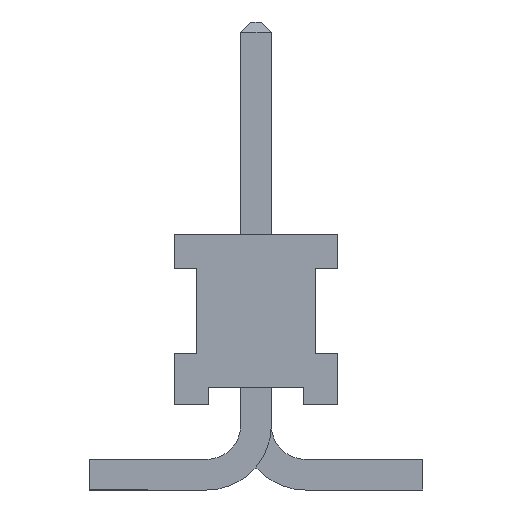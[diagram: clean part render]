
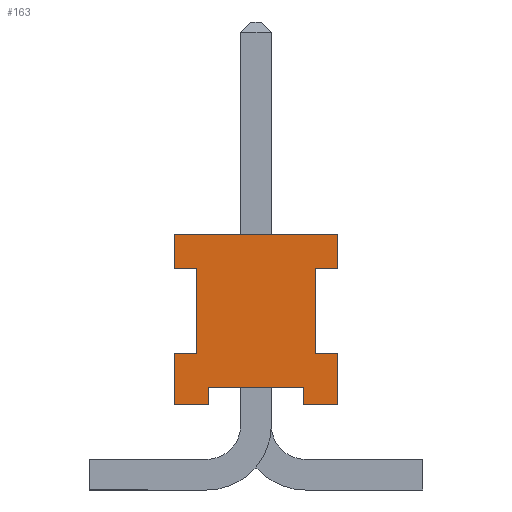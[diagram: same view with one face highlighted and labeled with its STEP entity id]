
A CAD part, left-side view. The second image highlights one B-rep face of the part: STEP entity #163.
In plain terms, the highlighted planar face has unit normal (-1, 0, 0).
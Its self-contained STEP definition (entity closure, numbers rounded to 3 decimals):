
#58 = VERTEX_POINT('',#59);
#59 = CARTESIAN_POINT('',(-16.51,-0.508,1.219));
#65 = EDGE_CURVE('',#58,#66,#68,.T.);
#66 = VERTEX_POINT('',#67);
#67 = CARTESIAN_POINT('',(-16.51,-1.27,1.219));
#68 = LINE('',#69,#70);
#69 = CARTESIAN_POINT('',(-16.51,1.27,1.219));
#70 = VECTOR('',#71,1.);
#71 = DIRECTION('',(0.,-1.,0.));
#98 = VERTEX_POINT('',#99);
#99 = CARTESIAN_POINT('',(-16.51,0.762,-1.219));
#105 = EDGE_CURVE('',#106,#98,#108,.T.);
#106 = VERTEX_POINT('',#107);
#107 = CARTESIAN_POINT('',(-16.51,1.27,-1.219));
#108 = LINE('',#109,#110);
#109 = CARTESIAN_POINT('',(-16.51,1.27,-1.219));
#110 = VECTOR('',#111,1.);
#111 = DIRECTION('',(0.,-1.,0.));
#138 = VERTEX_POINT('',#139);
#139 = CARTESIAN_POINT('',(-16.51,-1.27,-0.711));
#145 = EDGE_CURVE('',#146,#138,#148,.T.);
#146 = VERTEX_POINT('',#147);
#147 = CARTESIAN_POINT('',(-16.51,-1.27,-1.219));
#148 = LINE('',#149,#150);
#149 = CARTESIAN_POINT('',(-16.51,-1.27,-1.219));
#150 = VECTOR('',#151,1.);
#151 = DIRECTION('',(0.,0.,1.));
#163 = ADVANCED_FACE('',(#164),#267,.F.);
#164 = FACE_BOUND('',#165,.T.);
#165 = EDGE_LOOP('',(#166,#167,#175,#183,#191,#197,#198,#206,#214,#222,
    #228,#229,#237,#245,#253,#261));
#166 = ORIENTED_EDGE('',*,*,#105,.T.);
#167 = ORIENTED_EDGE('',*,*,#168,.F.);
#168 = EDGE_CURVE('',#169,#98,#171,.T.);
#169 = VERTEX_POINT('',#170);
#170 = CARTESIAN_POINT('',(-16.51,0.762,-0.889));
#171 = LINE('',#172,#173);
#172 = CARTESIAN_POINT('',(-16.51,0.762,-0.889));
#173 = VECTOR('',#174,1.);
#174 = DIRECTION('',(0.,0.,-1.));
#175 = ORIENTED_EDGE('',*,*,#176,.F.);
#176 = EDGE_CURVE('',#177,#169,#179,.T.);
#177 = VERTEX_POINT('',#178);
#178 = CARTESIAN_POINT('',(-16.51,-0.508,-0.889));
#179 = LINE('',#180,#181);
#180 = CARTESIAN_POINT('',(-16.51,-0.508,-0.889));
#181 = VECTOR('',#182,1.);
#182 = DIRECTION('',(0.,1.,0.));
#183 = ORIENTED_EDGE('',*,*,#184,.F.);
#184 = EDGE_CURVE('',#185,#177,#187,.T.);
#185 = VERTEX_POINT('',#186);
#186 = CARTESIAN_POINT('',(-16.51,-0.508,-1.219));
#187 = LINE('',#188,#189);
#188 = CARTESIAN_POINT('',(-16.51,-0.508,-1.219));
#189 = VECTOR('',#190,1.);
#190 = DIRECTION('',(0.,0.,1.));
#191 = ORIENTED_EDGE('',*,*,#192,.T.);
#192 = EDGE_CURVE('',#185,#146,#193,.T.);
#193 = LINE('',#194,#195);
#194 = CARTESIAN_POINT('',(-16.51,1.27,-1.219));
#195 = VECTOR('',#196,1.);
#196 = DIRECTION('',(0.,-1.,0.));
#197 = ORIENTED_EDGE('',*,*,#145,.T.);
#198 = ORIENTED_EDGE('',*,*,#199,.F.);
#199 = EDGE_CURVE('',#200,#138,#202,.T.);
#200 = VERTEX_POINT('',#201);
#201 = CARTESIAN_POINT('',(-16.51,-1.016,-0.711));
#202 = LINE('',#203,#204);
#203 = CARTESIAN_POINT('',(-16.51,-1.016,-0.711));
#204 = VECTOR('',#205,1.);
#205 = DIRECTION('',(0.,-1.,0.));
#206 = ORIENTED_EDGE('',*,*,#207,.F.);
#207 = EDGE_CURVE('',#208,#200,#210,.T.);
#208 = VERTEX_POINT('',#209);
#209 = CARTESIAN_POINT('',(-16.51,-1.016,0.711));
#210 = LINE('',#211,#212);
#211 = CARTESIAN_POINT('',(-16.51,-1.016,0.711));
#212 = VECTOR('',#213,1.);
#213 = DIRECTION('',(0.,0.,-1.));
#214 = ORIENTED_EDGE('',*,*,#215,.F.);
#215 = EDGE_CURVE('',#216,#208,#218,.T.);
#216 = VERTEX_POINT('',#217);
#217 = CARTESIAN_POINT('',(-16.51,-1.27,0.711));
#218 = LINE('',#219,#220);
#219 = CARTESIAN_POINT('',(-16.51,-1.27,0.711));
#220 = VECTOR('',#221,1.);
#221 = DIRECTION('',(0.,1.,0.));
#222 = ORIENTED_EDGE('',*,*,#223,.T.);
#223 = EDGE_CURVE('',#216,#66,#224,.T.);
#224 = LINE('',#225,#226);
#225 = CARTESIAN_POINT('',(-16.51,-1.27,-1.219));
#226 = VECTOR('',#227,1.);
#227 = DIRECTION('',(0.,0.,1.));
#228 = ORIENTED_EDGE('',*,*,#65,.F.);
#229 = ORIENTED_EDGE('',*,*,#230,.F.);
#230 = EDGE_CURVE('',#231,#58,#233,.T.);
#231 = VERTEX_POINT('',#232);
#232 = CARTESIAN_POINT('',(-16.51,-0.508,0.889));
#233 = LINE('',#234,#235);
#234 = CARTESIAN_POINT('',(-16.51,-0.508,0.889));
#235 = VECTOR('',#236,1.);
#236 = DIRECTION('',(0.,0.,1.));
#237 = ORIENTED_EDGE('',*,*,#238,.F.);
#238 = EDGE_CURVE('',#239,#231,#241,.T.);
#239 = VERTEX_POINT('',#240);
#240 = CARTESIAN_POINT('',(-16.51,0.762,0.889));
#241 = LINE('',#242,#243);
#242 = CARTESIAN_POINT('',(-16.51,0.762,0.889));
#243 = VECTOR('',#244,1.);
#244 = DIRECTION('',(0.,-1.,0.));
#245 = ORIENTED_EDGE('',*,*,#246,.F.);
#246 = EDGE_CURVE('',#247,#239,#249,.T.);
#247 = VERTEX_POINT('',#248);
#248 = CARTESIAN_POINT('',(-16.51,0.762,1.219));
#249 = LINE('',#250,#251);
#250 = CARTESIAN_POINT('',(-16.51,0.762,1.219));
#251 = VECTOR('',#252,1.);
#252 = DIRECTION('',(0.,0.,-1.));
#253 = ORIENTED_EDGE('',*,*,#254,.F.);
#254 = EDGE_CURVE('',#255,#247,#257,.T.);
#255 = VERTEX_POINT('',#256);
#256 = CARTESIAN_POINT('',(-16.51,1.27,1.219));
#257 = LINE('',#258,#259);
#258 = CARTESIAN_POINT('',(-16.51,1.27,1.219));
#259 = VECTOR('',#260,1.);
#260 = DIRECTION('',(0.,-1.,0.));
#261 = ORIENTED_EDGE('',*,*,#262,.F.);
#262 = EDGE_CURVE('',#106,#255,#263,.T.);
#263 = LINE('',#264,#265);
#264 = CARTESIAN_POINT('',(-16.51,1.27,-1.219));
#265 = VECTOR('',#266,1.);
#266 = DIRECTION('',(0.,0.,1.));
#267 = PLANE('',#268);
#268 = AXIS2_PLACEMENT_3D('',#269,#270,#271);
#269 = CARTESIAN_POINT('',(-16.51,1.27,-1.219));
#270 = DIRECTION('',(1.,0.,0.));
#271 = DIRECTION('',(0.,0.,-1.));
